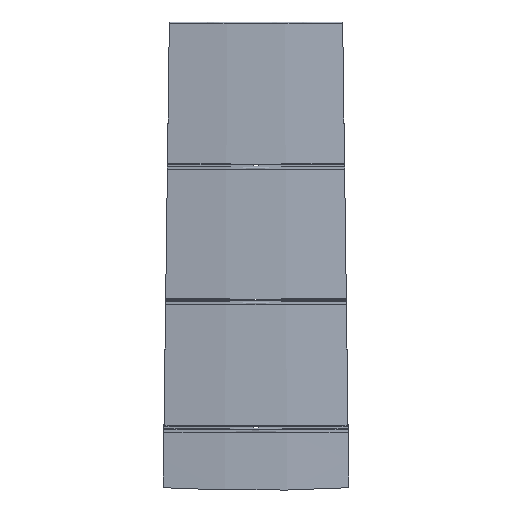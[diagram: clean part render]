
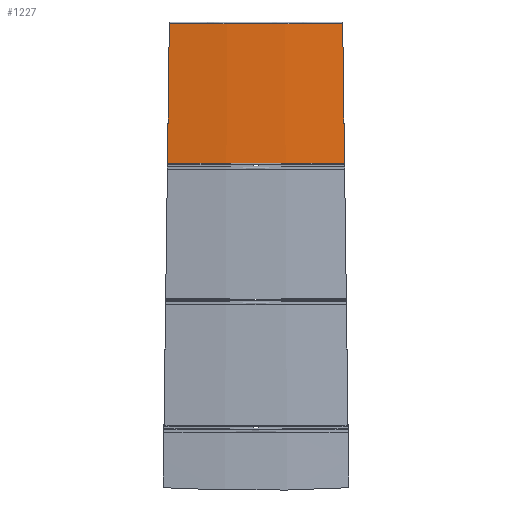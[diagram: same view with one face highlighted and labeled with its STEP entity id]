
A CAD part, front view. The second image highlights one B-rep face of the part: STEP entity #1227.
In plain terms, the highlighted cylindrical face has radius 177.8 mm (diameter 355.6 mm), a partial arc.
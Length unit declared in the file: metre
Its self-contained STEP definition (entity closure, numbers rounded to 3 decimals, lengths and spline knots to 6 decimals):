
#158=ELLIPSE('',#1324,13.404564,0.1778);
#159=ELLIPSE('',#1326,13.404564,0.1778);
#280=CYLINDRICAL_SURFACE('',#1323,0.1778);
#372=ORIENTED_EDGE('',*,*,#733,.F.);
#373=ORIENTED_EDGE('',*,*,#734,.T.);
#374=ORIENTED_EDGE('',*,*,#735,.T.);
#375=ORIENTED_EDGE('',*,*,#732,.T.);
#732=EDGE_CURVE('',#908,#909,#1001,.T.);
#733=EDGE_CURVE('',#910,#909,#158,.F.);
#734=EDGE_CURVE('',#910,#911,#1002,.F.);
#735=EDGE_CURVE('',#911,#908,#159,.F.);
#908=VERTEX_POINT('',#2002);
#909=VERTEX_POINT('',#2004);
#910=VERTEX_POINT('',#2008);
#911=VERTEX_POINT('',#2010);
#1001=CIRCLE('',#1322,0.1778);
#1002=CIRCLE('',#1325,0.1778);
#1043=EDGE_LOOP('',(#372,#373,#374,#375));
#1129=FACE_BOUND('',#1043,.T.);
#1227=ADVANCED_FACE('',(#1129),#280,.T.);
#1322=AXIS2_PLACEMENT_3D('',#2005,#1454,#1455);
#1323=AXIS2_PLACEMENT_3D('',#2006,#1456,#1457);
#1324=AXIS2_PLACEMENT_3D('',#2007,#1458,#1459);
#1325=AXIS2_PLACEMENT_3D('',#2009,#1460,#1461);
#1326=AXIS2_PLACEMENT_3D('',#2011,#1462,#1463);
#1454=DIRECTION('',(0.,0.,1.));
#1455=DIRECTION('',(0.,-1.,0.));
#1456=DIRECTION('',(0.,0.,-1.));
#1457=DIRECTION('',(1.,0.,0.));
#1458=DIRECTION('',(-1.,0.,-0.013));
#1459=DIRECTION('',(0.013,0.,-1.));
#1460=DIRECTION('',(0.,0.,1.));
#1461=DIRECTION('',(0.,-1.,0.));
#1462=DIRECTION('',(-1.,0.,0.013));
#1463=DIRECTION('',(-0.013,0.,-1.));
#2002=CARTESIAN_POINT('',(-0.022507,-0.015213,0.450148));
#2004=CARTESIAN_POINT('',(0.022498,-0.01521,0.450148));
#2005=CARTESIAN_POINT('',(-0.000005,0.16116,0.450147));
#2006=CARTESIAN_POINT('',(-0.000005,0.16116,0.488));
#2007=CARTESIAN_POINT('',(-0.000005,0.16116,2.146462));
#2008=CARTESIAN_POINT('',(0.022028,-0.01527,0.485558));
#2009=CARTESIAN_POINT('',(-0.000005,0.16116,0.485558));
#2010=CARTESIAN_POINT('',(-0.022037,-0.01527,0.485558));
#2011=CARTESIAN_POINT('',(-0.000005,0.16116,2.146462));
